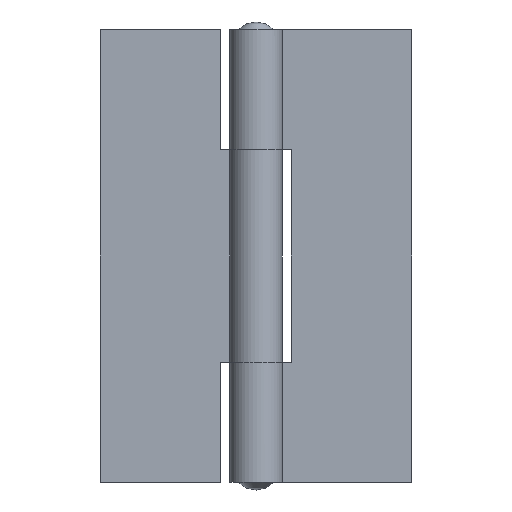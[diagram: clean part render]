
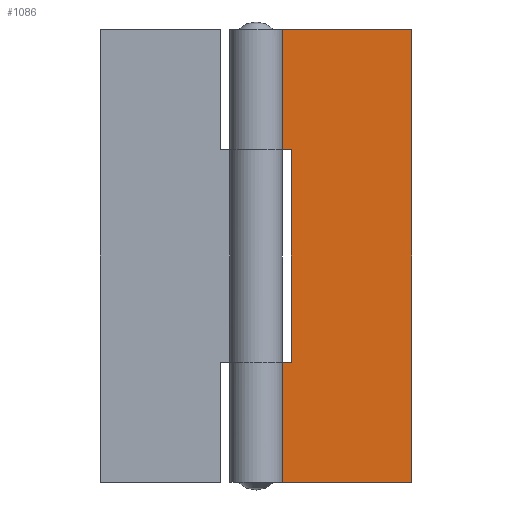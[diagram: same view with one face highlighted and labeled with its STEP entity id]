
A CAD part, front view. The second image highlights one B-rep face of the part: STEP entity #1086.
In plain terms, the highlighted free-form (B-spline) face has degree [1, 1] with [2, 2] control points.
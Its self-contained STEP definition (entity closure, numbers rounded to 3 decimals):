
#473=CARTESIAN_POINT('',(11.0,1.05,0.0));
#474=VERTEX_POINT('',#473);
#487=CARTESIAN_POINT('',(11.0,1.05,32.0));
#488=VERTEX_POINT('',#487);
#494=CARTESIAN_POINT('',(11.0,1.05,32.0));
#495=CARTESIAN_POINT('',(11.0,1.05,0.0));
#496=QUASI_UNIFORM_CURVE('',1,(#494,#495),.UNSPECIFIED.,.F.,.U.);
#497=EDGE_CURVE('',#488,#474,#496,.T.);
#664=CARTESIAN_POINT('',(0.004,1.05,8.5));
#665=VERTEX_POINT('',#664);
#666=CARTESIAN_POINT('',(2.5,1.05,8.5));
#667=VERTEX_POINT('',#666);
#668=CARTESIAN_POINT('',(0.004,1.05,8.5));
#669=CARTESIAN_POINT('',(2.5,1.05,8.5));
#670=QUASI_UNIFORM_CURVE('',1,(#668,#669),.UNSPECIFIED.,.F.,.U.);
#671=EDGE_CURVE('',#665,#667,#670,.T.);
#726=CARTESIAN_POINT('',(2.5,1.05,23.5));
#727=VERTEX_POINT('',#726);
#728=CARTESIAN_POINT('',(2.5,1.05,8.5));
#729=CARTESIAN_POINT('',(2.5,1.05,23.5));
#730=QUASI_UNIFORM_CURVE('',1,(#728,#729),.UNSPECIFIED.,.F.,.U.);
#731=EDGE_CURVE('',#667,#727,#730,.T.);
#748=CARTESIAN_POINT('',(0.004,1.05,23.5));
#749=VERTEX_POINT('',#748);
#750=CARTESIAN_POINT('',(2.5,1.05,23.5));
#751=CARTESIAN_POINT('',(0.004,1.05,23.5));
#752=QUASI_UNIFORM_CURVE('',1,(#750,#751),.UNSPECIFIED.,.F.,.U.);
#753=EDGE_CURVE('',#727,#749,#752,.T.);
#845=CARTESIAN_POINT('',(0.004,1.05,0.0));
#846=VERTEX_POINT('',#845);
#847=CARTESIAN_POINT('',(11.0,1.05,0.0));
#848=CARTESIAN_POINT('',(0.004,1.05,0.0));
#849=QUASI_UNIFORM_CURVE('',1,(#847,#848),.UNSPECIFIED.,.F.,.U.);
#850=EDGE_CURVE('',#474,#846,#849,.T.);
#941=CARTESIAN_POINT('',(0.004,1.05,32.0));
#942=VERTEX_POINT('',#941);
#975=CARTESIAN_POINT('',(11.0,1.05,32.0));
#976=CARTESIAN_POINT('',(0.004,1.05,32.0));
#977=QUASI_UNIFORM_CURVE('',1,(#975,#976),.UNSPECIFIED.,.F.,.U.);
#978=EDGE_CURVE('',#488,#942,#977,.T.);
#1056=CARTESIAN_POINT('',(0.004,1.05,8.5));
#1057=CARTESIAN_POINT('',(0.004,1.05,0.0));
#1058=QUASI_UNIFORM_CURVE('',1,(#1056,#1057),.UNSPECIFIED.,.F.,.U.);
#1059=EDGE_CURVE('',#665,#846,#1058,.T.);
#1067=CARTESIAN_POINT('',(-0.546,1.05,33.598));
#1068=CARTESIAN_POINT('',(-0.546,1.05,-1.598));
#1069=CARTESIAN_POINT('',(11.549,1.05,33.598));
#1070=CARTESIAN_POINT('',(11.549,1.05,-1.598));
#1071=B_SPLINE_SURFACE_WITH_KNOTS('',1,1,((#1067,#1069),(#1068,#1070)),.UNSPECIFIED.,.F.,.F.,.U.,(2,2),(2,2),(0.0,35.197),(0.0,12.095),.UNSPECIFIED.);
#1072=ORIENTED_EDGE('',*,*,#753,.F.);
#1073=ORIENTED_EDGE('',*,*,#731,.F.);
#1074=ORIENTED_EDGE('',*,*,#671,.F.);
#1075=ORIENTED_EDGE('',*,*,#1059,.T.);
#1076=ORIENTED_EDGE('',*,*,#850,.F.);
#1077=ORIENTED_EDGE('',*,*,#497,.F.);
#1078=ORIENTED_EDGE('',*,*,#978,.T.);
#1079=CARTESIAN_POINT('',(0.004,1.05,32.0));
#1080=CARTESIAN_POINT('',(0.004,1.05,23.5));
#1081=QUASI_UNIFORM_CURVE('',1,(#1079,#1080),.UNSPECIFIED.,.F.,.U.);
#1082=EDGE_CURVE('',#942,#749,#1081,.T.);
#1083=ORIENTED_EDGE('',*,*,#1082,.T.);
#1084=EDGE_LOOP('',(#1072,#1073,#1074,#1075,#1076,#1077,#1078,#1083));
#1085=FACE_OUTER_BOUND('',#1084,.T.);
#1086=ADVANCED_FACE('',(#1085),#1071,.T.);
